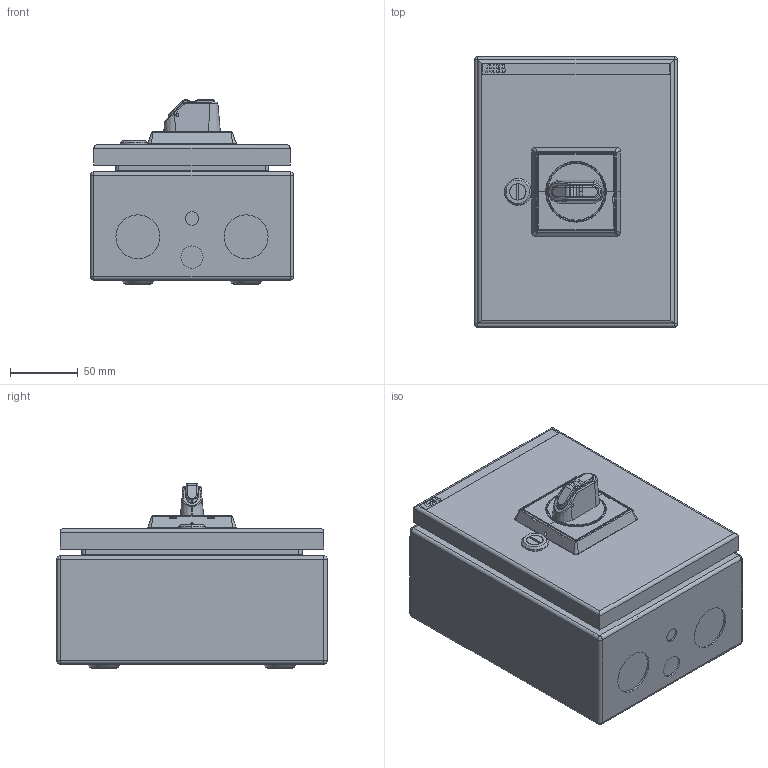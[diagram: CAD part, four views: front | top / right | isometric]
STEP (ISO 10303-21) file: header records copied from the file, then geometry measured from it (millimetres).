
FILE_DESCRIPTION((''),'2;1');
FILE_NAME('OTR16A3M','2017-01-26T',('fijaleh7'),(''),'CREO PARAMETRIC BY PTC INC, 2016050','CREO PARAMETRIC BY PTC INC, 2016050','');
FILE_SCHEMA(('CONFIG_CONTROL_DESIGN'));
Products named in the file (1): OTR16A3M
Bounding box: 150 x 200 x 136.2 mm (x, y, z)
Volume: 157345.1 mm3; surface area: 314235.6 mm2
Topology: 6 solids, 7 shells, 1290 faces, 3338 edges, 2084 vertices
Faces by surface type: cylinder 548, plane 493, bspline 111, torus 95, cone 23, sphere 20
Entity records: 76806 total; most frequent: CARTESIAN_POINT 29084, ORIENTED_EDGE 6556, DIRECTION 6552, PRESENTATION_STYLE_ASSIGNMENT 3791, EDGE_CURVE 3307, STYLED_ITEM 2887, CURVE_STYLE 2549, AXIS2_PLACEMENT_3D 2442
